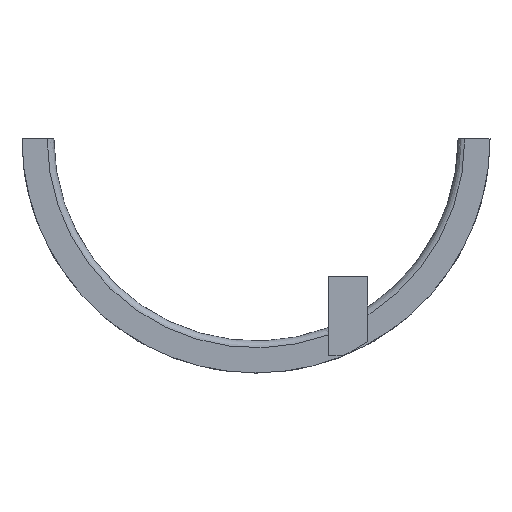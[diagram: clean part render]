
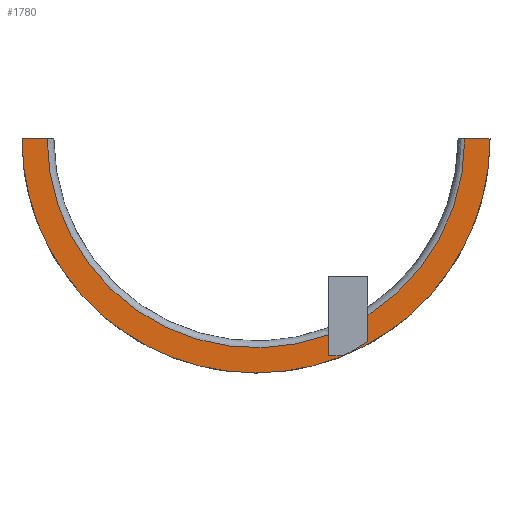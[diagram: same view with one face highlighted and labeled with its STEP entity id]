
A CAD part, top view. The second image highlights one B-rep face of the part: STEP entity #1780.
In plain terms, the highlighted planar face has unit normal (0, 0, 1).
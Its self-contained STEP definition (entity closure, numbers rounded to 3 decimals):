
#154=FACE_OUTER_BOUND('',#245,.T.);
#245=EDGE_LOOP('',(#1537,#1538,#1539,#1540,#1541,#1542,#1543,#1544,#1545));
#331=LINE('',#3662,#458);
#336=LINE('',#3768,#463);
#363=LINE('',#4588,#490);
#364=LINE('',#4590,#491);
#365=LINE('',#4593,#492);
#458=VECTOR('',#2175,9.107);
#463=VECTOR('',#2188,9.107);
#490=VECTOR('',#2285,10.);
#491=VECTOR('',#2286,10.);
#492=VECTOR('',#2289,10.);
#553=CIRCLE('',#1882,42.35);
#558=CIRCLE('',#1893,42.35);
#561=CIRCLE('',#1905,47.45);
#567=CIRCLE('',#1930,49.);
#763=VERTEX_POINT('',#3525);
#764=VERTEX_POINT('',#3536);
#773=VERTEX_POINT('',#3661);
#776=VERTEX_POINT('',#3749);
#778=VERTEX_POINT('',#3762);
#779=VERTEX_POINT('',#3766);
#810=VERTEX_POINT('',#4587);
#811=VERTEX_POINT('',#4589);
#812=VERTEX_POINT('',#4591);
#982=EDGE_CURVE('',#763,#764,#553,.T.);
#994=EDGE_CURVE('',#773,#764,#331,.T.);
#1001=EDGE_CURVE('',#778,#776,#558,.T.);
#1003=EDGE_CURVE('',#778,#779,#336,.T.);
#1028=EDGE_CURVE('',#779,#773,#561,.T.);
#1067=EDGE_CURVE('',#776,#810,#363,.T.);
#1068=EDGE_CURVE('',#811,#763,#364,.T.);
#1069=EDGE_CURVE('',#812,#811,#567,.T.);
#1070=EDGE_CURVE('',#810,#812,#365,.T.);
#1537=ORIENTED_EDGE('',*,*,#1067,.F.);
#1538=ORIENTED_EDGE('',*,*,#1001,.F.);
#1539=ORIENTED_EDGE('',*,*,#1003,.T.);
#1540=ORIENTED_EDGE('',*,*,#1028,.T.);
#1541=ORIENTED_EDGE('',*,*,#994,.T.);
#1542=ORIENTED_EDGE('',*,*,#982,.F.);
#1543=ORIENTED_EDGE('',*,*,#1068,.F.);
#1544=ORIENTED_EDGE('',*,*,#1069,.F.);
#1545=ORIENTED_EDGE('',*,*,#1070,.F.);
#1697=PLANE('',#1929);
#1780=ADVANCED_FACE('',(#154),#1697,.T.);
#1882=AXIS2_PLACEMENT_3D('',#3537,#2155,#2156);
#1893=AXIS2_PLACEMENT_3D('',#3764,#2183,#2184);
#1905=AXIS2_PLACEMENT_3D('',#3898,#2222,#2223);
#1929=AXIS2_PLACEMENT_3D('',#4586,#2283,#2284);
#1930=AXIS2_PLACEMENT_3D('',#4592,#2287,#2288);
#2155=DIRECTION('center_axis',(0.,0.,1.));
#2156=DIRECTION('ref_axis',(0.,-1.,0.));
#2175=DIRECTION('',(-1.,0.,0.));
#2183=DIRECTION('center_axis',(0.,0.,1.));
#2184=DIRECTION('ref_axis',(0.,-1.,0.));
#2188=DIRECTION('',(-1.,0.,0.));
#2222=DIRECTION('center_axis',(0.,0.,1.));
#2223=DIRECTION('ref_axis',(1.,0.,0.));
#2283=DIRECTION('center_axis',(0.,0.,1.));
#2284=DIRECTION('ref_axis',(1.,0.,0.));
#2285=DIRECTION('',(0.,-1.,0.));
#2286=DIRECTION('',(0.,1.,0.));
#2287=DIRECTION('center_axis',(0.,0.,1.));
#2288=DIRECTION('ref_axis',(1.,0.,0.));
#2289=DIRECTION('',(1.,0.,0.));
#3525=CARTESIAN_POINT('',(26.72,-35.75,24.8));
#3536=CARTESIAN_POINT('',(46.366,0.,24.8));
#3537=CARTESIAN_POINT('Origin',(4.016,0.,24.8));
#3661=CARTESIAN_POINT('',(51.466,0.,24.8));
#3662=CARTESIAN_POINT('',(4.016,0.,24.8));
#3749=CARTESIAN_POINT('',(18.72,-39.715,24.8));
#3762=CARTESIAN_POINT('',(-38.333,0.,24.8));
#3764=CARTESIAN_POINT('Origin',(4.016,0.,24.8));
#3766=CARTESIAN_POINT('',(-43.434,0.,24.8));
#3768=CARTESIAN_POINT('',(4.016,0.,24.8));
#3898=CARTESIAN_POINT('Origin',(4.016,0.,24.8));
#4586=CARTESIAN_POINT('Origin',(4.016,0.,24.8));
#4587=CARTESIAN_POINT('',(18.72,-44.013,24.8));
#4588=CARTESIAN_POINT('',(18.72,-17.986,24.8));
#4589=CARTESIAN_POINT('',(26.72,-41.074,24.8));
#4590=CARTESIAN_POINT('',(26.72,-17.986,24.8));
#4591=CARTESIAN_POINT('',(21.538,-44.013,24.8));
#4592=CARTESIAN_POINT('Origin',(0.,0.,24.8));
#4593=CARTESIAN_POINT('',(13.368,-44.013,24.8));
